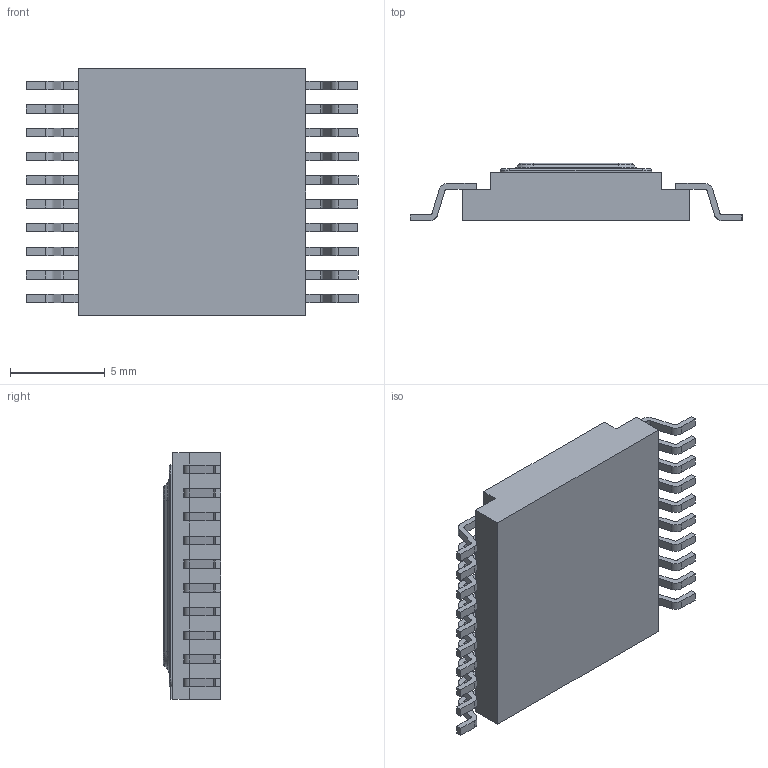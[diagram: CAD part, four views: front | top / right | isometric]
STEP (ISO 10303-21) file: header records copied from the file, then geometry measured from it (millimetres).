
FILE_DESCRIPTION (( 'STEP AP214' ), '1' );
FILE_NAME ('User Library-4153.20-6.STEP', '2020-06-16T13:22:08', ( '' ), ( '' ), 'SwSTEP 2.0', 'SolidWorks 2019', '' );
FILE_SCHEMA (( 'AUTOMOTIVE_DESIGN' ));
Length unit declared in the file: millimetre
Products named in the file (1): User Library-4153.20-6
Bounding box: 17.5 x 3.04 x 13 mm (x, y, z)
Volume: 409.7 mm3; surface area: 573 mm2
Topology: 1 solids, 1 shells, 510 faces, 1422 edges, 926 vertices
Faces by surface type: plane 301, bspline 97, cylinder 96, torus 12, cone 4
Entity records: 24392 total; most frequent: CARTESIAN_POINT 6156, ORIENTED_EDGE 2844, DIRECTION 2268, EDGE_CURVE 1422, LINE 1016, VECTOR 1016, VERTEX_POINT 926, AXIS2_PLACEMENT_3D 626
